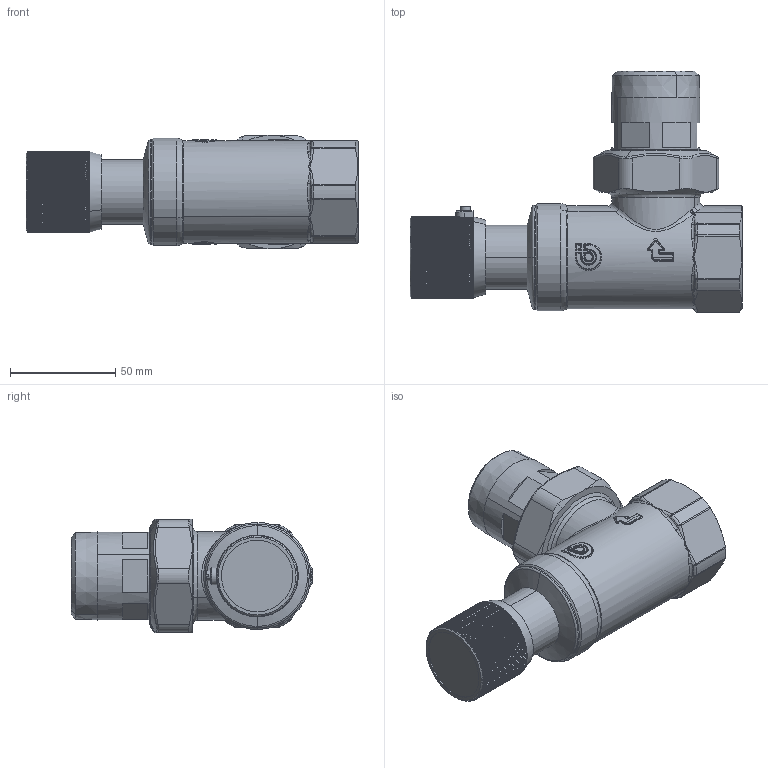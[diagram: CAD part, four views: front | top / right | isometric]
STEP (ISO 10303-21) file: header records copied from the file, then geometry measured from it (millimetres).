
FILE_DESCRIPTION(('CATIA V5 STEP Exchange'),'2;1');
FILE_NAME('STEP_519700_-_TST.stp','2018-07-27T08:46:21+00:00',('none'),('none'),'CATIA Version 5-6 Release 2016 SP4','CATIA V5 STEP AP203','none');
FILE_SCHEMA(('CONFIG_CONTROL_DESIGN'));
Products named in the file (1): 519700 - TST
Bounding box: 158 x 114.98 x 53.8 mm (x, y, z)
Volume: 362899.2 mm3; surface area: 39944.1 mm2
Topology: 1 solids, 3 shells, 1894 faces, 4823 edges, 2831 vertices
Faces by surface type: bspline 763, plane 560, cylinder 388, sphere 112, cone 47, torus 24
Entity records: 94421 total; most frequent: CARTESIAN_POINT 58523, ORIENTED_EDGE 9400, EDGE_CURVE 4700, DIRECTION 3864, VERTEX_POINT 2831, B_SPLINE_CURVE_WITH_KNOTS 2486, EDGE_LOOP 1915, ADVANCED_FACE 1894
